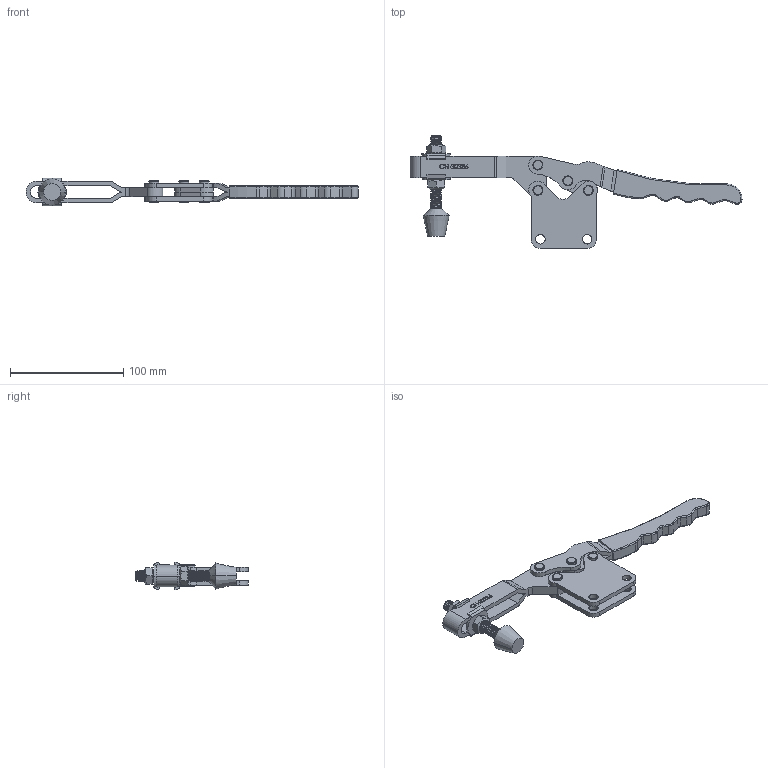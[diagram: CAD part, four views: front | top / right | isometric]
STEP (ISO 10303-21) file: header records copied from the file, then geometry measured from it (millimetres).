
FILE_DESCRIPTION (( 'STEP AP203' ), '1' );
FILE_NAME ('CH-20236.STEP', '2017-11-21T00:44:02', ( 'Windows' ), ( 'Microsoft' ), 'SwSTEP 2.0', 'SolidWorks 2015', '' );
FILE_SCHEMA (( 'CONFIG_CONTROL_DESIGN' ));
Length unit declared in the file: millimetre
Products named in the file (9): CH-20235-05; CH-FW-380; CH-FC-38312 Nut; CH-FC-38312 SPINDLE SUPPLIED; 眻菁釱; CH-20236-02 U-BAR; CH-20236; CH-20235-03 HANDLE; CH-20235-04 CONNECTING-PLATE
Assembly tree (15 placements, depth 2):
  CH-20236
    CH-20235-03 HANDLE
    CH-20235-04 CONNECTING-PLATE  x2
    CH-20235-05  x4
    CH-FW-380  x2
    CH-FC-38312 Nut  x2
    CH-FC-38312 SPINDLE SUPPLIED
    眻菁釱  x2
    CH-20236-02 U-BAR
Bounding box: 293.36 x 99.45 x 24.32 mm (x, y, z)
Volume: 95701.2 mm3; surface area: 54222.1 mm2
Topology: 15 solids, 16 shells, 776 faces, 2079 edges, 1364 vertices
Faces by surface type: plane 251, cylinder 243, bspline 191, cone 63, torus 26, sphere 2
Entity records: 34449 total; most frequent: CARTESIAN_POINT 18248, ORIENTED_EDGE 3606, DIRECTION 2438, EDGE_CURVE 1803, VERTEX_POINT 1184, LINE 868, VECTOR 868, AXIS2_PLACEMENT_3D 785
